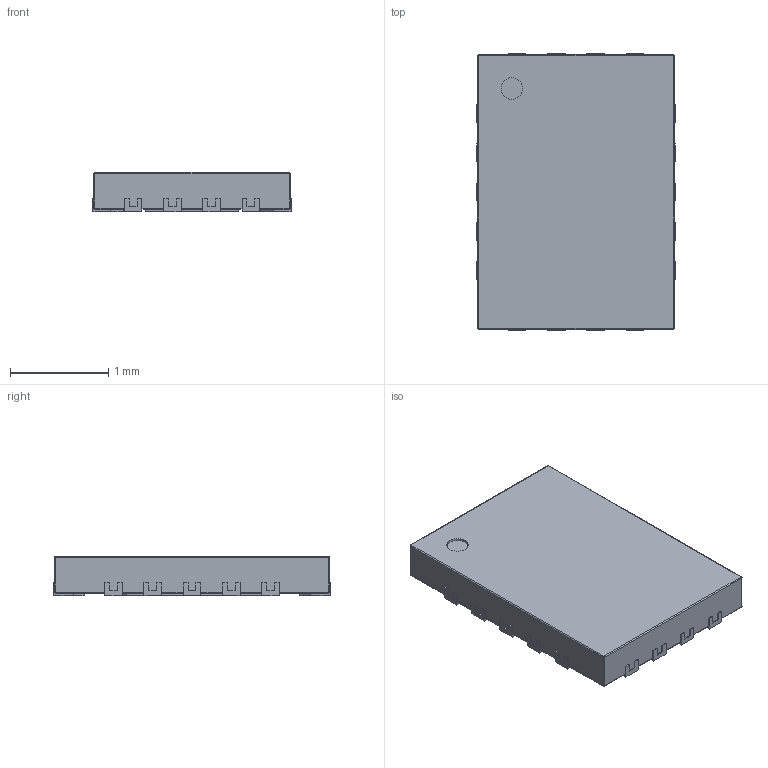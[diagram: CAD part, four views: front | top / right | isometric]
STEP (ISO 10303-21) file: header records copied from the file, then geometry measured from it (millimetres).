
FILE_DESCRIPTION(/* description */ ('Unknown'),/* implementation_level */ '2;1');
FILE_NAME(/* name */ 'FUSB340TMX',/* time_stamp */ '2024-05-03T16:38:09+02:00',/* author */ ('Unknown'),/* organization */ ('Unknown'),/* preprocessor_version */ 'ST-DEVELOPER v18.102',/* originating_system */ 'Solid Edge',/* authorisation */ 'Unknown');
FILE_SCHEMA (('AUTOMOTIVE_DESIGN {1 0 10303 214 3 1 1}'));
Length unit declared in the file: millimetre
Products named in the file (1): FUSB340TMX
Bounding box: 2.02 x 2.82 x 0.4 mm (x, y, z)
Volume: 2.2 mm3; surface area: 15.4 mm2
Topology: 1 solids, 1 shells, 240 faces, 692 edges, 448 vertices
Faces by surface type: plane 201, cylinder 31, sphere 8
Full cylindrical faces by diameter (mm): 0.22 x1
Entity records: 9378 total; most frequent: CARTESIAN_POINT 1372, ORIENTED_EDGE 1366, DIRECTION 1227, EDGE_CURVE 683, LINE 621, VECTOR 621, VERTEX_POINT 448, AXIS2_PLACEMENT_3D 303
